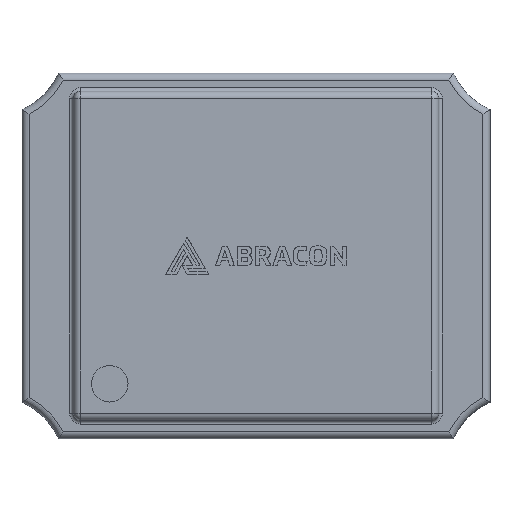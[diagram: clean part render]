
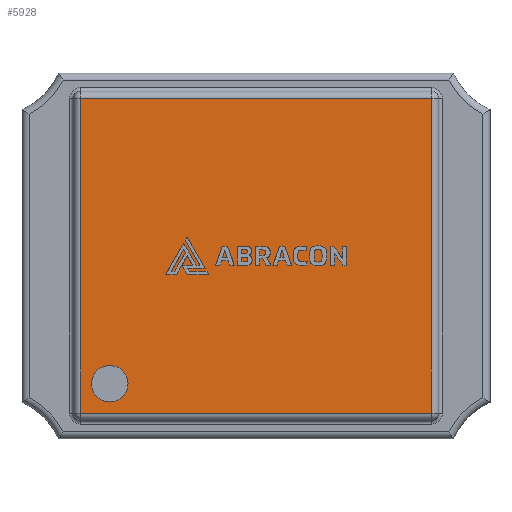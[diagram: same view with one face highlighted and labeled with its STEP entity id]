
A CAD part, top view. The second image highlights one B-rep face of the part: STEP entity #5928.
In plain terms, the highlighted planar face has unit normal (0, 0, 1).
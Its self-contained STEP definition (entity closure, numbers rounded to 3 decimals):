
#441=PLANE('',#6438);
#720=LINE('',#8315,#1341);
#723=LINE('',#8331,#1344);
#725=LINE('',#8334,#1346);
#727=LINE('',#8337,#1348);
#1341=VECTOR('',#6956,10.);
#1344=VECTOR('',#6977,10.);
#1346=VECTOR('',#6981,10.);
#1348=VECTOR('',#6985,10.);
#1932=FACE_OUTER_BOUND('',#2267,.T.);
#2267=EDGE_LOOP('',(#4391,#4392,#4393,#4394));
#2704=VERTEX_POINT('',#8303);
#2706=VERTEX_POINT('',#8308);
#2707=VERTEX_POINT('',#8317);
#2709=VERTEX_POINT('',#8322);
#3351=EDGE_CURVE('',#2704,#2706,#720,.T.);
#3359=EDGE_CURVE('',#2706,#2709,#723,.T.);
#3361=EDGE_CURVE('',#2709,#2707,#725,.T.);
#3363=EDGE_CURVE('',#2707,#2704,#727,.T.);
#4391=ORIENTED_EDGE('',*,*,#3351,.F.);
#4392=ORIENTED_EDGE('',*,*,#3363,.F.);
#4393=ORIENTED_EDGE('',*,*,#3361,.F.);
#4394=ORIENTED_EDGE('',*,*,#3359,.F.);
#5928=ADVANCED_FACE('',(#1932),#441,.T.);
#6438=AXIS2_PLACEMENT_3D('',#8339,#6988,#6989);
#6956=DIRECTION('',(1.,0.,0.));
#6977=DIRECTION('',(0.,-1.,0.));
#6981=DIRECTION('',(-1.,0.,0.));
#6985=DIRECTION('',(0.,1.,0.));
#6988=DIRECTION('center_axis',(0.,0.,1.));
#6989=DIRECTION('ref_axis',(1.,0.,0.));
#8303=CARTESIAN_POINT('',(-1.2,1.075,1.));
#8308=CARTESIAN_POINT('',(1.2,1.075,1.));
#8315=CARTESIAN_POINT('',(0.625,1.075,1.));
#8317=CARTESIAN_POINT('',(-1.2,-1.075,1.));
#8322=CARTESIAN_POINT('',(1.2,-1.075,1.));
#8331=CARTESIAN_POINT('',(1.2,-0.563,1.));
#8334=CARTESIAN_POINT('',(-0.625,-1.075,1.));
#8337=CARTESIAN_POINT('',(-1.2,0.563,1.));
#8339=CARTESIAN_POINT('Origin',(0.,0.,1.));
